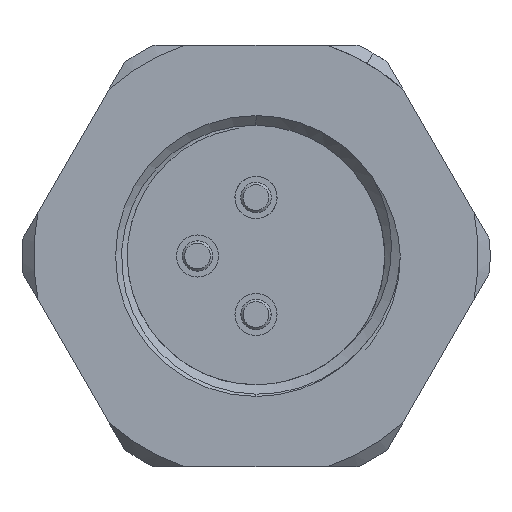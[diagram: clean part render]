
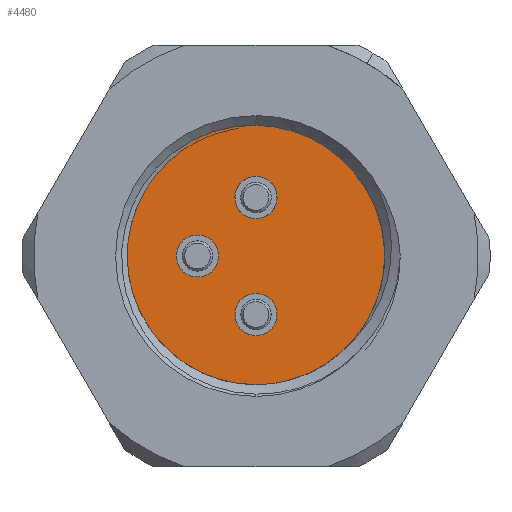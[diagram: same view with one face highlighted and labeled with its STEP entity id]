
A CAD part, left-side view. The second image highlights one B-rep face of the part: STEP entity #4480.
In plain terms, the highlighted planar face has unit normal (-1, 0, 0).
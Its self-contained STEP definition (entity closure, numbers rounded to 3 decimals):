
#22 = CARTESIAN_POINT ( 'NONE',  ( -13., 0., 0. ) ) ;
#44 = AXIS2_PLACEMENT_3D ( 'NONE', #5055, #1253, #8125 ) ;
#47 = ORIENTED_EDGE ( 'NONE', *, *, #7835, .F. ) ;
#191 = AXIS2_PLACEMENT_3D ( 'NONE', #5741, #646, #1561 ) ;
#282 = CIRCLE ( 'NONE', #10941, 0.9 ) ;
#416 = EDGE_CURVE ( 'NONE', #8469, #641, #282, .T. ) ;
#465 = CIRCLE ( 'NONE', #671, 6. ) ;
#641 = VERTEX_POINT ( 'NONE', #7363 ) ;
#646 = DIRECTION ( 'NONE',  ( -1., 0., 0. ) ) ;
#671 = AXIS2_PLACEMENT_3D ( 'NONE', #22, #9057, #1068 ) ;
#677 = CARTESIAN_POINT ( 'NONE',  ( -13., -6., 0. ) ) ;
#874 = VERTEX_POINT ( 'NONE', #11060 ) ;
#895 = EDGE_CURVE ( 'NONE', #641, #8469, #1316, .T. ) ;
#1068 = DIRECTION ( 'NONE',  ( 0., 1., 0. ) ) ;
#1253 = DIRECTION ( 'NONE',  ( -1., 0., 0. ) ) ;
#1288 = CARTESIAN_POINT ( 'NONE',  ( -13., 0.9, -2.5 ) ) ;
#1297 = VERTEX_POINT ( 'NONE', #12077 ) ;
#1316 = CIRCLE ( 'NONE', #7998, 0.9 ) ;
#1411 = VERTEX_POINT ( 'NONE', #1288 ) ;
#1561 = DIRECTION ( 'NONE',  ( 0., -1., 0. ) ) ;
#1697 = CIRCLE ( 'NONE', #44, 0.9 ) ;
#2190 = DIRECTION ( 'NONE',  ( 0., -1., 0. ) ) ;
#2315 = CIRCLE ( 'NONE', #8408, 6. ) ;
#2466 = VERTEX_POINT ( 'NONE', #5420 ) ;
#2504 = DIRECTION ( 'NONE',  ( -1., 0., 0. ) ) ;
#2506 = ORIENTED_EDGE ( 'NONE', *, *, #10775, .F. ) ;
#2734 = EDGE_LOOP ( 'NONE', ( #2506, #11215 ) ) ;
#3132 = DIRECTION ( 'NONE',  ( -1., 0., 0. ) ) ;
#3175 = CARTESIAN_POINT ( 'NONE',  ( -13., 2.5, 0. ) ) ;
#3237 = ORIENTED_EDGE ( 'NONE', *, *, #12233, .F. ) ;
#3477 = CIRCLE ( 'NONE', #6204, 0.9 ) ;
#3859 = VERTEX_POINT ( 'NONE', #6301 ) ;
#3880 = CARTESIAN_POINT ( 'NONE',  ( -13., 2.5, 0. ) ) ;
#4101 = CARTESIAN_POINT ( 'NONE',  ( -13., 1.6, 0. ) ) ;
#4480 = ADVANCED_FACE ( 'NONE', ( #12674, #5494, #5559, #8566 ), #11688, .T. ) ;
#4607 = CARTESIAN_POINT ( 'NONE',  ( -13., 0., 2.5 ) ) ;
#5055 = CARTESIAN_POINT ( 'NONE',  ( -13., 0., -2.5 ) ) ;
#5166 = DIRECTION ( 'NONE',  ( 0., -1., 0. ) ) ;
#5315 = ORIENTED_EDGE ( 'NONE', *, *, #416, .F. ) ;
#5420 = CARTESIAN_POINT ( 'NONE',  ( -13., 0.9, 2.5 ) ) ;
#5494 = FACE_BOUND ( 'NONE', #7844, .T. ) ;
#5559 = FACE_BOUND ( 'NONE', #2734, .T. ) ;
#5741 = CARTESIAN_POINT ( 'NONE',  ( -13., 0., 0. ) ) ;
#5903 = DIRECTION ( 'NONE',  ( 0., -1., 0. ) ) ;
#6040 = DIRECTION ( 'NONE',  ( -1., 0., 0. ) ) ;
#6204 = AXIS2_PLACEMENT_3D ( 'NONE', #12936, #3132, #5166 ) ;
#6301 = CARTESIAN_POINT ( 'NONE',  ( -13., -0.9, 2.5 ) ) ;
#6324 = CIRCLE ( 'NONE', #9003, 0.9 ) ;
#6359 = DIRECTION ( 'NONE',  ( 0., 1., 0. ) ) ;
#6657 = EDGE_LOOP ( 'NONE', ( #3237, #47 ) ) ;
#6893 = DIRECTION ( 'NONE',  ( -1., 0., 0. ) ) ;
#7363 = CARTESIAN_POINT ( 'NONE',  ( -13., 3.4, 0. ) ) ;
#7464 = EDGE_CURVE ( 'NONE', #2466, #3859, #6324, .T. ) ;
#7835 = EDGE_CURVE ( 'NONE', #1411, #1297, #1697, .T. ) ;
#7844 = EDGE_LOOP ( 'NONE', ( #5315, #10483 ) ) ;
#7995 = EDGE_CURVE ( 'NONE', #9191, #874, #2315, .T. ) ;
#7998 = AXIS2_PLACEMENT_3D ( 'NONE', #3880, #6893, #5903 ) ;
#8125 = DIRECTION ( 'NONE',  ( 0., -1., 0. ) ) ;
#8408 = AXIS2_PLACEMENT_3D ( 'NONE', #11511, #12297, #6359 ) ;
#8469 = VERTEX_POINT ( 'NONE', #4101 ) ;
#8566 = FACE_OUTER_BOUND ( 'NONE', #12228, .T. ) ;
#8579 = ORIENTED_EDGE ( 'NONE', *, *, #7995, .F. ) ;
#8698 = CIRCLE ( 'NONE', #10362, 0.9 ) ;
#8883 = EDGE_CURVE ( 'NONE', #874, #9191, #465, .T. ) ;
#9003 = AXIS2_PLACEMENT_3D ( 'NONE', #4607, #2504, #10481 ) ;
#9057 = DIRECTION ( 'NONE',  ( 1., 0., 0. ) ) ;
#9191 = VERTEX_POINT ( 'NONE', #677 ) ;
#10026 = DIRECTION ( 'NONE',  ( 0., -1., 0. ) ) ;
#10362 = AXIS2_PLACEMENT_3D ( 'NONE', #10992, #6040, #10026 ) ;
#10481 = DIRECTION ( 'NONE',  ( 0., -1., 0. ) ) ;
#10483 = ORIENTED_EDGE ( 'NONE', *, *, #895, .F. ) ;
#10775 = EDGE_CURVE ( 'NONE', #3859, #2466, #8698, .T. ) ;
#10941 = AXIS2_PLACEMENT_3D ( 'NONE', #3175, #12056, #2190 ) ;
#10992 = CARTESIAN_POINT ( 'NONE',  ( -13., 0., 2.5 ) ) ;
#11060 = CARTESIAN_POINT ( 'NONE',  ( -13., 6., 0. ) ) ;
#11215 = ORIENTED_EDGE ( 'NONE', *, *, #7464, .F. ) ;
#11511 = CARTESIAN_POINT ( 'NONE',  ( -13., 0., 0. ) ) ;
#11688 = PLANE ( 'NONE',  #191 ) ;
#12008 = ORIENTED_EDGE ( 'NONE', *, *, #8883, .F. ) ;
#12056 = DIRECTION ( 'NONE',  ( -1., 0., 0. ) ) ;
#12077 = CARTESIAN_POINT ( 'NONE',  ( -13., -0.9, -2.5 ) ) ;
#12228 = EDGE_LOOP ( 'NONE', ( #12008, #8579 ) ) ;
#12233 = EDGE_CURVE ( 'NONE', #1297, #1411, #3477, .T. ) ;
#12297 = DIRECTION ( 'NONE',  ( 1., 0., 0. ) ) ;
#12674 = FACE_BOUND ( 'NONE', #6657, .T. ) ;
#12936 = CARTESIAN_POINT ( 'NONE',  ( -13., 0., -2.5 ) ) ;
